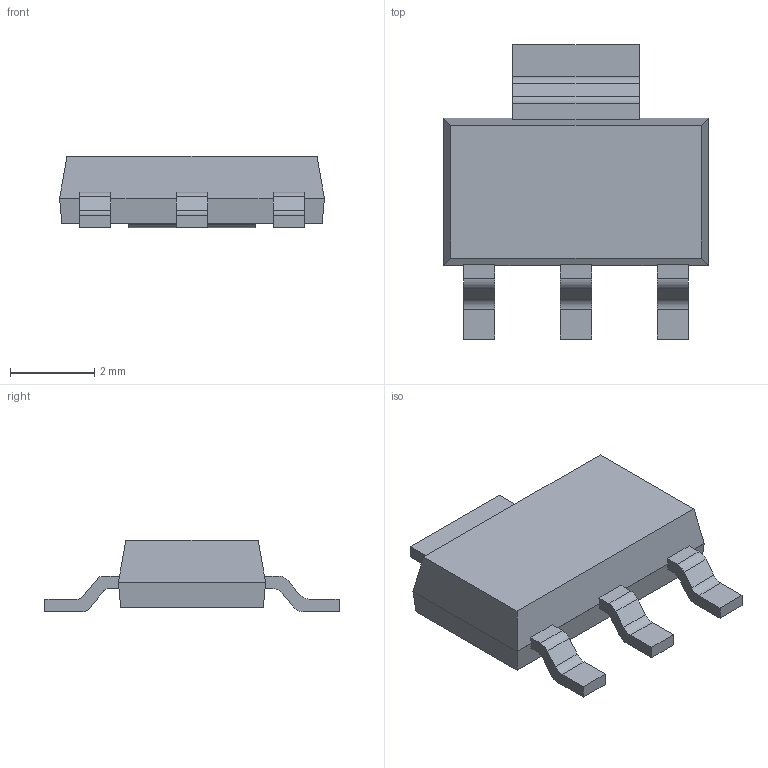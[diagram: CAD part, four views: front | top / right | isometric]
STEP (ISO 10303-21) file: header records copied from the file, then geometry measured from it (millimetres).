
FILE_DESCRIPTION(('FreeCAD Model'),'2;1');
FILE_NAME('Open CASCADE Shape Model','2022-06-30T11:14:21',('Author'),( ''),'Open CASCADE STEP processor 7.5','FreeCAD','Unknown');
FILE_SCHEMA(('AUTOMOTIVE_DESIGN { 1 0 10303 214 1 1 1 1 }'));
Length unit declared in the file: millimetre
Products named in the file (1): SOT-223
Bounding box: 6.3 x 7 x 1.7 mm (x, y, z)
Volume: 36.5 mm3; surface area: 96.4 mm2
Topology: 1 solids, 1 shells, 70 faces, 198 edges, 130 vertices
Faces by surface type: plane 54, cylinder 16
Entity records: 5185 total; most frequent: CARTESIAN_POINT 943, DIRECTION 690, LINE 466, VECTOR 466, ORIENTED_EDGE 396, PCURVE 396, DEFINITIONAL_REPRESENTATION 396, EDGE_CURVE 198
